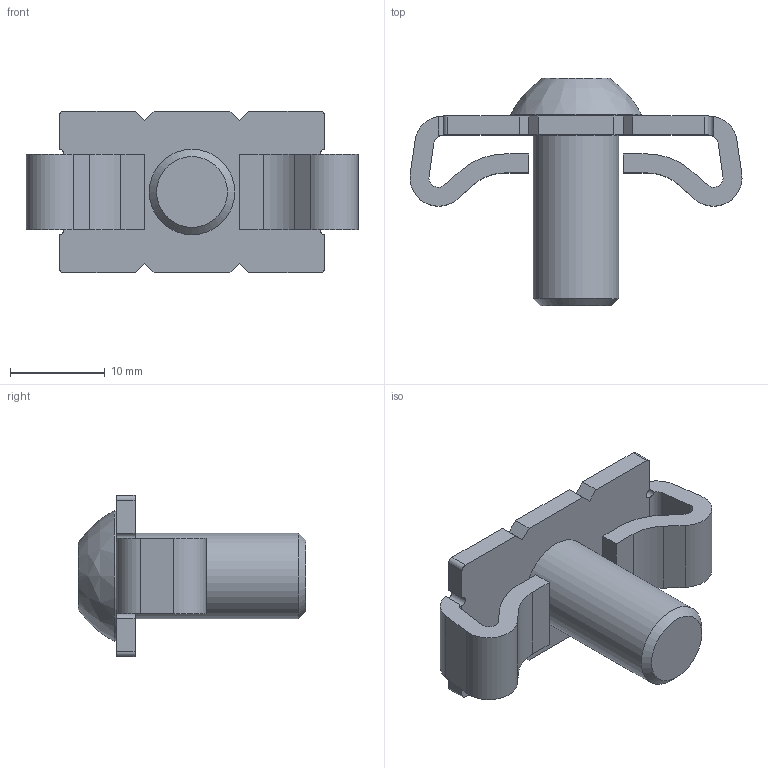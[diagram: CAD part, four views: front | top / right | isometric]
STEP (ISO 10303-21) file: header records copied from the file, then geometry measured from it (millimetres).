
FILE_DESCRIPTION( ( 'STEP AP214' ), '1' );
FILE_NAME( 'K1031.08.stp', '2020-12-10T09:19:35', ( '' ), ( '' ), ' ', 'PARTsolutions', ' ' );
FILE_SCHEMA( ( 'AUTOMOTIVE_DESIGN { 1 0 10303 214 1 1 1 1 }' ) );
Length unit declared in the file: millimetre
Products named in the file (1): _K1031.08
Bounding box: 35 x 24 x 17 mm (x, y, z)
Volume: 3064.6 mm3; surface area: 2568.3 mm2
Topology: 1 solids, 1 shells, 71 faces, 197 edges, 131 vertices
Faces by surface type: plane 47, cylinder 22, bspline 1, cone 1
Full cylindrical faces by diameter (mm): 9 x1, 13.8 x1
Entity records: 2871 total; most frequent: CARTESIAN_POINT 461, ORIENTED_EDGE 384, DIRECTION 372, EDGE_CURVE 192, LINE 138, VECTOR 138, VERTEX_POINT 130, AXIS2_PLACEMENT_3D 117
